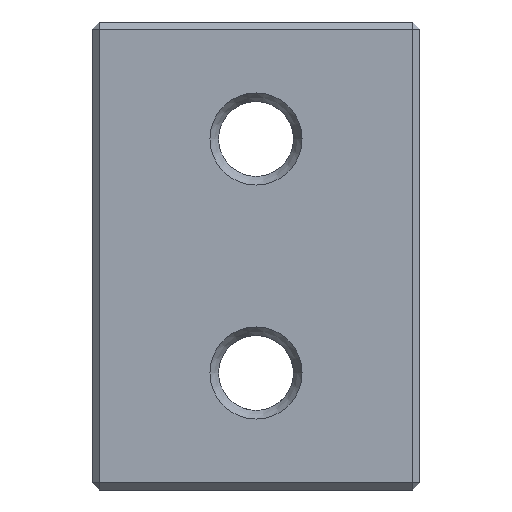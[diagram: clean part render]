
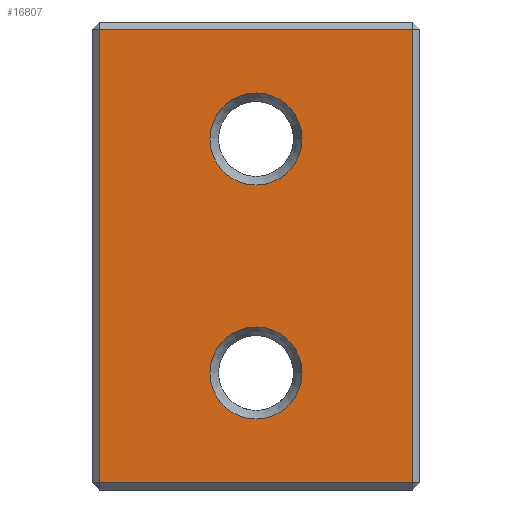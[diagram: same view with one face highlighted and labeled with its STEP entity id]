
A CAD part, front view. The second image highlights one B-rep face of the part: STEP entity #16807.
In plain terms, the highlighted planar face has unit normal (0, -1, 0).
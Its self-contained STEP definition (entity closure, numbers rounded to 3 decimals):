
#4909 = PLANE('',#4910);
#4910 = AXIS2_PLACEMENT_3D('',#4911,#4912,#4913);
#4911 = CARTESIAN_POINT('',(-3.5,0.075,0.075));
#4912 = DIRECTION('',(0.,0.707,0.707));
#4913 = DIRECTION('',(1.,0.,0.));
#5274 = PLANE('',#5275);
#5275 = AXIS2_PLACEMENT_3D('',#5276,#5277,#5278);
#5276 = CARTESIAN_POINT('',(-3.5,0.075,9.925));
#5277 = DIRECTION('',(0.,-0.707,0.707
    ));
#5278 = DIRECTION('',(1.,0.,0.));
#5553 = VERTEX_POINT('',#5554);
#5554 = CARTESIAN_POINT('',(-3.35,0.,0.15));
#5575 = EDGE_CURVE('',#5553,#5576,#5578,.T.);
#5576 = VERTEX_POINT('',#5577);
#5577 = CARTESIAN_POINT('',(3.35,0.,0.15));
#5578 = SURFACE_CURVE('',#5579,(#5583,#5590),.PCURVE_S1.);
#5579 = LINE('',#5580,#5581);
#5580 = CARTESIAN_POINT('',(-3.5,0.,0.15));
#5581 = VECTOR('',#5582,1.);
#5582 = DIRECTION('',(1.,0.,0.));
#5583 = PCURVE('',#4909,#5584);
#5584 = DEFINITIONAL_REPRESENTATION('',(#5585),#5589);
#5585 = LINE('',#5586,#5587);
#5586 = CARTESIAN_POINT('',(0.,-0.106));
#5587 = VECTOR('',#5588,1.);
#5588 = DIRECTION('',(1.,0.));
#5589 = ( GEOMETRIC_REPRESENTATION_CONTEXT(2) 
PARAMETRIC_REPRESENTATION_CONTEXT() REPRESENTATION_CONTEXT('2D SPACE',''
  ) );
#5590 = PCURVE('',#5591,#5596);
#5591 = PLANE('',#5592);
#5592 = AXIS2_PLACEMENT_3D('',#5593,#5594,#5595);
#5593 = CARTESIAN_POINT('',(-3.5,0.,0.));
#5594 = DIRECTION('',(0.,1.,0.));
#5595 = DIRECTION('',(1.,0.,0.));
#5596 = DEFINITIONAL_REPRESENTATION('',(#5597),#5601);
#5597 = LINE('',#5598,#5599);
#5598 = CARTESIAN_POINT('',(0.,-0.15));
#5599 = VECTOR('',#5600,1.);
#5600 = DIRECTION('',(1.,0.));
#5601 = ( GEOMETRIC_REPRESENTATION_CONTEXT(2) 
PARAMETRIC_REPRESENTATION_CONTEXT() REPRESENTATION_CONTEXT('2D SPACE',''
  ) );
#6147 = VERTEX_POINT('',#6148);
#6148 = CARTESIAN_POINT('',(-3.35,0.,9.85));
#6169 = EDGE_CURVE('',#6147,#6170,#6172,.T.);
#6170 = VERTEX_POINT('',#6171);
#6171 = CARTESIAN_POINT('',(3.35,0.,9.85));
#6172 = SURFACE_CURVE('',#6173,(#6177,#6184),.PCURVE_S1.);
#6173 = LINE('',#6174,#6175);
#6174 = CARTESIAN_POINT('',(-3.5,0.,9.85));
#6175 = VECTOR('',#6176,1.);
#6176 = DIRECTION('',(1.,0.,0.));
#6177 = PCURVE('',#5274,#6178);
#6178 = DEFINITIONAL_REPRESENTATION('',(#6179),#6183);
#6179 = LINE('',#6180,#6181);
#6180 = CARTESIAN_POINT('',(0.,-0.106));
#6181 = VECTOR('',#6182,1.);
#6182 = DIRECTION('',(1.,0.));
#6183 = ( GEOMETRIC_REPRESENTATION_CONTEXT(2) 
PARAMETRIC_REPRESENTATION_CONTEXT() REPRESENTATION_CONTEXT('2D SPACE',''
  ) );
#6184 = PCURVE('',#5591,#6185);
#6185 = DEFINITIONAL_REPRESENTATION('',(#6186),#6190);
#6186 = LINE('',#6187,#6188);
#6187 = CARTESIAN_POINT('',(0.,-9.85));
#6188 = VECTOR('',#6189,1.);
#6189 = DIRECTION('',(1.,0.));
#6190 = ( GEOMETRIC_REPRESENTATION_CONTEXT(2) 
PARAMETRIC_REPRESENTATION_CONTEXT() REPRESENTATION_CONTEXT('2D SPACE',''
  ) );
#6363 = PLANE('',#6364);
#6364 = AXIS2_PLACEMENT_3D('',#6365,#6366,#6367);
#6365 = CARTESIAN_POINT('',(-3.425,0.075,0.));
#6366 = DIRECTION('',(0.707,0.707,0.
    ));
#6367 = DIRECTION('',(0.,0.,1.));
#16807 = ADVANCED_FACE('',(#16808,#16859,#16890),#5591,.F.);
#16808 = FACE_BOUND('',#16809,.F.);
#16809 = EDGE_LOOP('',(#16810,#16831,#16832,#16858));
#16810 = ORIENTED_EDGE('',*,*,#16811,.T.);
#16811 = EDGE_CURVE('',#5553,#6147,#16812,.T.);
#16812 = SURFACE_CURVE('',#16813,(#16817,#16824),.PCURVE_S1.);
#16813 = LINE('',#16814,#16815);
#16814 = CARTESIAN_POINT('',(-3.35,0.,0.));
#16815 = VECTOR('',#16816,1.);
#16816 = DIRECTION('',(0.,0.,1.));
#16817 = PCURVE('',#5591,#16818);
#16818 = DEFINITIONAL_REPRESENTATION('',(#16819),#16823);
#16819 = LINE('',#16820,#16821);
#16820 = CARTESIAN_POINT('',(0.15,0.));
#16821 = VECTOR('',#16822,1.);
#16822 = DIRECTION('',(0.,-1.));
#16823 = ( GEOMETRIC_REPRESENTATION_CONTEXT(2) 
PARAMETRIC_REPRESENTATION_CONTEXT() REPRESENTATION_CONTEXT('2D SPACE',''
  ) );
#16824 = PCURVE('',#6363,#16825);
#16825 = DEFINITIONAL_REPRESENTATION('',(#16826),#16830);
#16826 = LINE('',#16827,#16828);
#16827 = CARTESIAN_POINT('',(0.,0.106));
#16828 = VECTOR('',#16829,1.);
#16829 = DIRECTION('',(1.,0.));
#16830 = ( GEOMETRIC_REPRESENTATION_CONTEXT(2) 
PARAMETRIC_REPRESENTATION_CONTEXT() REPRESENTATION_CONTEXT('2D SPACE',''
  ) );
#16831 = ORIENTED_EDGE('',*,*,#6169,.T.);
#16832 = ORIENTED_EDGE('',*,*,#16833,.F.);
#16833 = EDGE_CURVE('',#5576,#6170,#16834,.T.);
#16834 = SURFACE_CURVE('',#16835,(#16839,#16846),.PCURVE_S1.);
#16835 = LINE('',#16836,#16837);
#16836 = CARTESIAN_POINT('',(3.35,0.,0.));
#16837 = VECTOR('',#16838,1.);
#16838 = DIRECTION('',(0.,0.,1.));
#16839 = PCURVE('',#5591,#16840);
#16840 = DEFINITIONAL_REPRESENTATION('',(#16841),#16845);
#16841 = LINE('',#16842,#16843);
#16842 = CARTESIAN_POINT('',(6.85,0.));
#16843 = VECTOR('',#16844,1.);
#16844 = DIRECTION('',(0.,-1.));
#16845 = ( GEOMETRIC_REPRESENTATION_CONTEXT(2) 
PARAMETRIC_REPRESENTATION_CONTEXT() REPRESENTATION_CONTEXT('2D SPACE',''
  ) );
#16846 = PCURVE('',#16847,#16852);
#16847 = PLANE('',#16848);
#16848 = AXIS2_PLACEMENT_3D('',#16849,#16850,#16851);
#16849 = CARTESIAN_POINT('',(3.425,0.075,0.));
#16850 = DIRECTION('',(0.707,-0.707,
    0.));
#16851 = DIRECTION('',(0.,0.,-1.));
#16852 = DEFINITIONAL_REPRESENTATION('',(#16853),#16857);
#16853 = LINE('',#16854,#16855);
#16854 = CARTESIAN_POINT('',(0.,-0.106));
#16855 = VECTOR('',#16856,1.);
#16856 = DIRECTION('',(-1.,0.));
#16857 = ( GEOMETRIC_REPRESENTATION_CONTEXT(2) 
PARAMETRIC_REPRESENTATION_CONTEXT() REPRESENTATION_CONTEXT('2D SPACE',''
  ) );
#16858 = ORIENTED_EDGE('',*,*,#5575,.F.);
#16859 = FACE_BOUND('',#16860,.F.);
#16860 = EDGE_LOOP('',(#16861));
#16861 = ORIENTED_EDGE('',*,*,#16862,.F.);
#16862 = EDGE_CURVE('',#16863,#16863,#16865,.T.);
#16863 = VERTEX_POINT('',#16864);
#16864 = CARTESIAN_POINT('',(-0.985,0.,2.5));
#16865 = SURFACE_CURVE('',#16866,(#16871,#16878),.PCURVE_S1.);
#16866 = CIRCLE('',#16867,0.985);
#16867 = AXIS2_PLACEMENT_3D('',#16868,#16869,#16870);
#16868 = CARTESIAN_POINT('',(0.,0.,2.5));
#16869 = DIRECTION('',(0.,1.,0.));
#16870 = DIRECTION('',(-1.,0.,0.));
#16871 = PCURVE('',#5591,#16872);
#16872 = DEFINITIONAL_REPRESENTATION('',(#16873),#16877);
#16873 = CIRCLE('',#16874,0.985);
#16874 = AXIS2_PLACEMENT_2D('',#16875,#16876);
#16875 = CARTESIAN_POINT('',(3.5,-2.5));
#16876 = DIRECTION('',(-1.,0.));
#16877 = ( GEOMETRIC_REPRESENTATION_CONTEXT(2) 
PARAMETRIC_REPRESENTATION_CONTEXT() REPRESENTATION_CONTEXT('2D SPACE',''
  ) );
#16878 = PCURVE('',#16879,#16884);
#16879 = CONICAL_SURFACE('',#16880,0.985,0.524);
#16880 = AXIS2_PLACEMENT_3D('',#16881,#16882,#16883);
#16881 = CARTESIAN_POINT('',(0.,0.,2.5));
#16882 = DIRECTION('',(0.,-1.,0.));
#16883 = DIRECTION('',(-1.,0.,0.));
#16884 = DEFINITIONAL_REPRESENTATION('',(#16885),#16889);
#16885 = LINE('',#16886,#16887);
#16886 = CARTESIAN_POINT('',(0.,0.));
#16887 = VECTOR('',#16888,1.);
#16888 = DIRECTION('',(-1.,0.));
#16889 = ( GEOMETRIC_REPRESENTATION_CONTEXT(2) 
PARAMETRIC_REPRESENTATION_CONTEXT() REPRESENTATION_CONTEXT('2D SPACE',''
  ) );
#16890 = FACE_BOUND('',#16891,.F.);
#16891 = EDGE_LOOP('',(#16892));
#16892 = ORIENTED_EDGE('',*,*,#16893,.F.);
#16893 = EDGE_CURVE('',#16894,#16894,#16896,.T.);
#16894 = VERTEX_POINT('',#16895);
#16895 = CARTESIAN_POINT('',(-0.985,0.,7.5));
#16896 = SURFACE_CURVE('',#16897,(#16902,#16909),.PCURVE_S1.);
#16897 = CIRCLE('',#16898,0.985);
#16898 = AXIS2_PLACEMENT_3D('',#16899,#16900,#16901);
#16899 = CARTESIAN_POINT('',(0.,0.,7.5));
#16900 = DIRECTION('',(0.,1.,0.));
#16901 = DIRECTION('',(-1.,0.,0.));
#16902 = PCURVE('',#5591,#16903);
#16903 = DEFINITIONAL_REPRESENTATION('',(#16904),#16908);
#16904 = CIRCLE('',#16905,0.985);
#16905 = AXIS2_PLACEMENT_2D('',#16906,#16907);
#16906 = CARTESIAN_POINT('',(3.5,-7.5));
#16907 = DIRECTION('',(-1.,0.));
#16908 = ( GEOMETRIC_REPRESENTATION_CONTEXT(2) 
PARAMETRIC_REPRESENTATION_CONTEXT() REPRESENTATION_CONTEXT('2D SPACE',''
  ) );
#16909 = PCURVE('',#16910,#16915);
#16910 = CONICAL_SURFACE('',#16911,0.985,0.524);
#16911 = AXIS2_PLACEMENT_3D('',#16912,#16913,#16914);
#16912 = CARTESIAN_POINT('',(0.,0.,7.5));
#16913 = DIRECTION('',(0.,-1.,0.));
#16914 = DIRECTION('',(-1.,0.,0.));
#16915 = DEFINITIONAL_REPRESENTATION('',(#16916),#16920);
#16916 = LINE('',#16917,#16918);
#16917 = CARTESIAN_POINT('',(0.,0.));
#16918 = VECTOR('',#16919,1.);
#16919 = DIRECTION('',(-1.,0.));
#16920 = ( GEOMETRIC_REPRESENTATION_CONTEXT(2) 
PARAMETRIC_REPRESENTATION_CONTEXT() REPRESENTATION_CONTEXT('2D SPACE',''
  ) );
